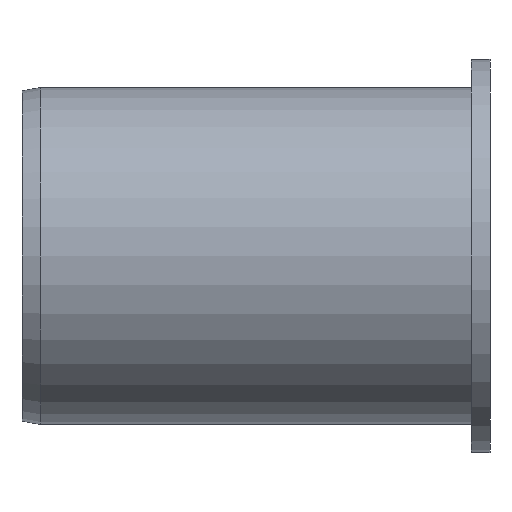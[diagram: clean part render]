
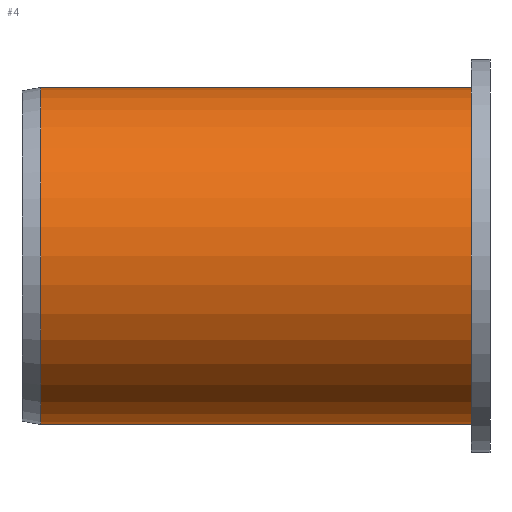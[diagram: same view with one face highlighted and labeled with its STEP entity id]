
A CAD part, left-side view. The second image highlights one B-rep face of the part: STEP entity #4.
In plain terms, the highlighted cylindrical face has radius 9 mm (diameter 18 mm), a partial arc.
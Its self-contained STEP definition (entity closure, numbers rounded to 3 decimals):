
#4 = ADVANCED_FACE ( 'NONE', ( #266 ), #261, .T. ) ;
#14 = EDGE_CURVE ( 'NONE', #290, #338, #247, .T. ) ;
#25 = AXIS2_PLACEMENT_3D ( 'NONE', #95, #94, #93 ) ;
#33 = EDGE_CURVE ( 'NONE', #290, #293, #245, .T. ) ;
#40 = AXIS2_PLACEMENT_3D ( 'NONE', #158, #159, #160 ) ;
#42 = EDGE_CURVE ( 'NONE', #293, #298, #239, .T. ) ;
#54 = EDGE_CURVE ( 'NONE', #338, #298, #227, .T. ) ;
#70 = AXIS2_PLACEMENT_3D ( 'NONE', #153, #151, #203 ) ;
#84 = CARTESIAN_POINT ( 'NONE',  ( 0., 1., -9. ) ) ;
#93 = DIRECTION ( 'NONE',  ( 0., 0., 1. ) ) ;
#94 = DIRECTION ( 'NONE',  ( 0., 1., 0. ) ) ;
#95 = CARTESIAN_POINT ( 'NONE',  ( 0., 1., 0. ) ) ;
#96 = CARTESIAN_POINT ( 'NONE',  ( 0., 1., 9. ) ) ;
#129 = CARTESIAN_POINT ( 'NONE',  ( 0., 1., 9. ) ) ;
#151 = DIRECTION ( 'NONE',  ( 0., -1., 0. ) ) ;
#153 = CARTESIAN_POINT ( 'NONE',  ( 0., 24., 0. ) ) ;
#154 = DIRECTION ( 'NONE',  ( 0., 1., 0. ) ) ;
#158 = CARTESIAN_POINT ( 'NONE',  ( 0., 1., 0. ) ) ;
#159 = DIRECTION ( 'NONE',  ( 0., -1., 0. ) ) ;
#160 = DIRECTION ( 'NONE',  ( 0., 0., 1. ) ) ;
#169 = CARTESIAN_POINT ( 'NONE',  ( 0., 1., -9. ) ) ;
#202 = CARTESIAN_POINT ( 'NONE',  ( 0., 24., 9. ) ) ;
#203 = DIRECTION ( 'NONE',  ( 0., 0., -1. ) ) ;
#207 = CARTESIAN_POINT ( 'NONE',  ( 0., 24., -9. ) ) ;
#208 = DIRECTION ( 'NONE',  ( 0., 1., 0. ) ) ;
#214 = ORIENTED_EDGE ( 'NONE', *, *, #14, .T. ) ;
#227 = CIRCLE ( 'NONE', #70, 9. ) ;
#234 = VECTOR ( 'NONE', #208, 1000. ) ;
#239 = LINE ( 'NONE', #169, #234 ) ;
#244 = VECTOR ( 'NONE', #154, 1000. ) ;
#245 = CIRCLE ( 'NONE', #40, 9. ) ;
#247 = LINE ( 'NONE', #129, #244 ) ;
#261 = CYLINDRICAL_SURFACE ( 'NONE', #25, 9. ) ;
#266 = FACE_OUTER_BOUND ( 'NONE', #283, .T. ) ;
#283 = EDGE_LOOP ( 'NONE', ( #331, #330, #214, #333 ) ) ;
#290 = VERTEX_POINT ( 'NONE', #96 ) ;
#293 = VERTEX_POINT ( 'NONE', #84 ) ;
#298 = VERTEX_POINT ( 'NONE', #207 ) ;
#330 = ORIENTED_EDGE ( 'NONE', *, *, #33, .F. ) ;
#331 = ORIENTED_EDGE ( 'NONE', *, *, #42, .F. ) ;
#333 = ORIENTED_EDGE ( 'NONE', *, *, #54, .T. ) ;
#338 = VERTEX_POINT ( 'NONE', #202 ) ;
